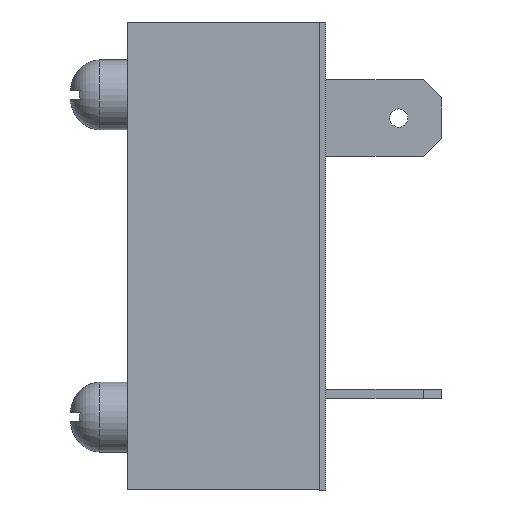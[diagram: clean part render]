
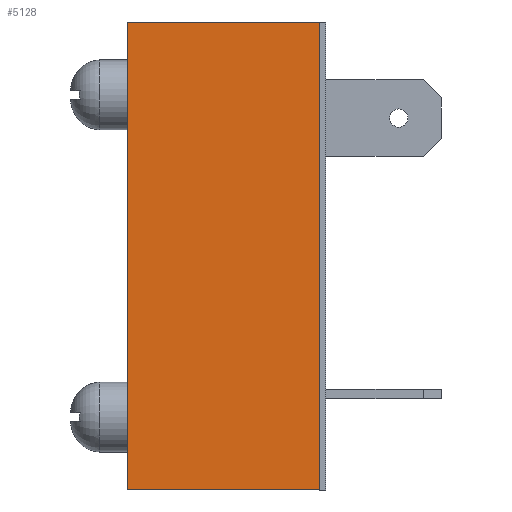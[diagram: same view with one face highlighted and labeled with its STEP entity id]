
A CAD part, left-side view. The second image highlights one B-rep face of the part: STEP entity #5128.
In plain terms, the highlighted planar face has unit normal (-1, 0, 0).
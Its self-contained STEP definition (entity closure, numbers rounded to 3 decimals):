
#229 = CARTESIAN_POINT ( 'NONE',  ( -14.25, 0., -19.25 ) ) ;
#324 = DIRECTION ( 'NONE',  ( 0., -1., 0. ) ) ;
#412 = DIRECTION ( 'NONE',  ( 0., 0., 1. ) ) ;
#428 = ORIENTED_EDGE ( 'NONE', *, *, #4833, .F. ) ;
#854 = CARTESIAN_POINT ( 'NONE',  ( -14.25, 15.8, -19.25 ) ) ;
#1445 = CARTESIAN_POINT ( 'NONE',  ( -14.25, 15.8, 19.25 ) ) ;
#1550 = VERTEX_POINT ( 'NONE', #2082 ) ;
#1692 = VERTEX_POINT ( 'NONE', #3148 ) ;
#1812 = LINE ( 'NONE', #2389, #3914 ) ;
#1861 = VERTEX_POINT ( 'NONE', #2807 ) ;
#2082 = CARTESIAN_POINT ( 'NONE',  ( -14.25, 15.8, -19.25 ) ) ;
#2389 = CARTESIAN_POINT ( 'NONE',  ( -14.25, 0., -19.25 ) ) ;
#2807 = CARTESIAN_POINT ( 'NONE',  ( -14.25, 15.8, 19.25 ) ) ;
#2848 = DIRECTION ( 'NONE',  ( 0., 0., 1. ) ) ;
#2889 = CARTESIAN_POINT ( 'NONE',  ( -14.25, 15.8, -19.25 ) ) ;
#2931 = ORIENTED_EDGE ( 'NONE', *, *, #5018, .T. ) ;
#2938 = VECTOR ( 'NONE', #3023, 1000. ) ;
#3023 = DIRECTION ( 'NONE',  ( 0., -1., 0. ) ) ;
#3138 = DIRECTION ( 'NONE',  ( 1., 0., 0. ) ) ;
#3148 = CARTESIAN_POINT ( 'NONE',  ( -14.25, 0., 19.25 ) ) ;
#3174 = AXIS2_PLACEMENT_3D ( 'NONE', #5272, #3138, #4748 ) ;
#3240 = VECTOR ( 'NONE', #324, 1000. ) ;
#3545 = PLANE ( 'NONE',  #3174 ) ;
#3612 = VECTOR ( 'NONE', #412, 1000. ) ;
#3914 = VECTOR ( 'NONE', #2848, 1000. ) ;
#4000 = EDGE_LOOP ( 'NONE', ( #2931, #428, #5915, #6475 ) ) ;
#4005 = EDGE_CURVE ( 'NONE', #1550, #4585, #4357, .T. ) ;
#4357 = LINE ( 'NONE', #2889, #3240 ) ;
#4481 = LINE ( 'NONE', #854, #3612 ) ;
#4585 = VERTEX_POINT ( 'NONE', #229 ) ;
#4748 = DIRECTION ( 'NONE',  ( 0., 0., -1. ) ) ;
#4833 = EDGE_CURVE ( 'NONE', #1861, #1692, #6502, .T. ) ;
#5005 = FACE_OUTER_BOUND ( 'NONE', #4000, .T. ) ;
#5018 = EDGE_CURVE ( 'NONE', #4585, #1692, #1812, .T. ) ;
#5128 = ADVANCED_FACE ( 'NONE', ( #5005 ), #3545, .F. ) ;
#5272 = CARTESIAN_POINT ( 'NONE',  ( -14.25, 15.8, -19.25 ) ) ;
#5428 = EDGE_CURVE ( 'NONE', #1550, #1861, #4481, .T. ) ;
#5915 = ORIENTED_EDGE ( 'NONE', *, *, #5428, .F. ) ;
#6475 = ORIENTED_EDGE ( 'NONE', *, *, #4005, .T. ) ;
#6502 = LINE ( 'NONE', #1445, #2938 ) ;
